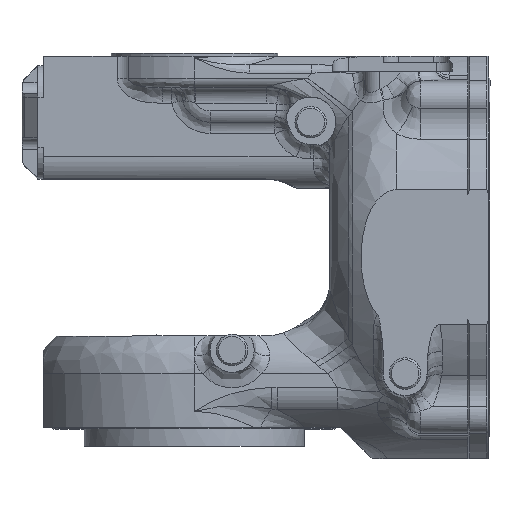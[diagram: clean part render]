
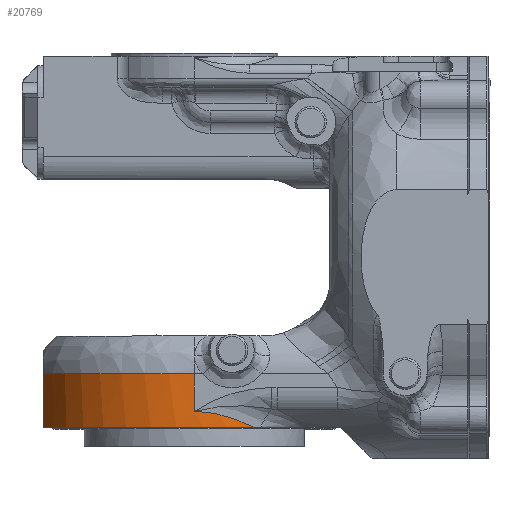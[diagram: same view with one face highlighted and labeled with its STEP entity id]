
A CAD part, top view. The second image highlights one B-rep face of the part: STEP entity #20769.
In plain terms, the highlighted cylindrical face has radius 50 mm (diameter 100 mm), a partial arc.
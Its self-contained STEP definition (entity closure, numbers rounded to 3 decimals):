
#788 = CARTESIAN_POINT ( 'NONE',  ( 14.09, -50.786, 44.302 ) ) ;
#959 = CARTESIAN_POINT ( 'NONE',  ( 12.808, -50.408, 44.574 ) ) ;
#1132 = CARTESIAN_POINT ( 'NONE',  ( 16.61, -51.656, 43.664 ) ) ;
#2184 = CARTESIAN_POINT ( 'NONE',  ( 21.815, -53.963, 41.87 ) ) ;
#2681 = EDGE_CURVE ( 'NONE', #26812, #31494, #6131, .T. ) ;
#2863 = CIRCLE ( 'NONE', #5724, 50. ) ;
#2979 = CARTESIAN_POINT ( 'NONE',  ( -45., -53.963, 9.545 ) ) ;
#3200 = CARTESIAN_POINT ( 'NONE',  ( 3., -36.963, 45.545 ) ) ;
#3623 = CARTESIAN_POINT ( 'NONE',  ( 20.307, -53.226, 42.461 ) ) ;
#3901 = DIRECTION ( 'NONE',  ( 0., 1., 0. ) ) ;
#4044 = FACE_OUTER_BOUND ( 'NONE', #12934, .T. ) ;
#4215 = DIRECTION ( 'NONE',  ( 0., -1., 0. ) ) ;
#5724 = AXIS2_PLACEMENT_3D ( 'NONE', #14973, #3901, #15323 ) ;
#5783 = CARTESIAN_POINT ( 'NONE',  ( 17.477, -52.002, 43.403 ) ) ;
#6097 = LINE ( 'NONE', #33401, #31634 ) ;
#6131 = B_SPLINE_CURVE_WITH_KNOTS ( 'NONE', 3,
 ( #14339, #19705, #3623, #33086, #11489, #8634, #19528, #14698, #8980, #5783, #14151, #25592, #11663, #1132, #22389, #9162, #788, #30398, #12023, #33793, #9332, #959, #30925, #30225, #11298, #13975, #25414 ),
 .UNSPECIFIED., .F., .F.,
 ( 4, 2, 2, 1, 1, 1, 1, 2, 2, 2, 1, 1, 1, 1, 1, 2, 2, 4 ),
 ( 0., 0.125, 0.187, 0.219, 0.234, 0.242, 0.246, 0.248, 0.25, 0.375, 0.437, 0.469, 0.484, 0.492, 0.496, 0.498, 0.5, 1. ),
 .UNSPECIFIED. ) ;
#6221 = ORIENTED_EDGE ( 'NONE', *, *, #6851, .F. ) ;
#6439 = ORIENTED_EDGE ( 'NONE', *, *, #13996, .F. ) ;
#6851 = EDGE_CURVE ( 'NONE', #16869, #31494, #7440, .T. ) ;
#7143 = CARTESIAN_POINT ( 'NONE',  ( 3., -36.963, -4.455 ) ) ;
#7432 = CARTESIAN_POINT ( 'NONE',  ( 3., -49.016, 45.545 ) ) ;
#7440 = LINE ( 'NONE', #18327, #21053 ) ;
#8634 = CARTESIAN_POINT ( 'NONE',  ( 18.294, -52.337, 43.149 ) ) ;
#8980 = CARTESIAN_POINT ( 'NONE',  ( 17.555, -52.033, 43.38 ) ) ;
#9162 = CARTESIAN_POINT ( 'NONE',  ( 14.667, -50.974, 44.166 ) ) ;
#9332 = CARTESIAN_POINT ( 'NONE',  ( 12.843, -50.418, 44.567 ) ) ;
#11298 = CARTESIAN_POINT ( 'NONE',  ( 9.462, -49.476, 45.24 ) ) ;
#11489 = CARTESIAN_POINT ( 'NONE',  ( 18.837, -52.568, 42.972 ) ) ;
#11663 = CARTESIAN_POINT ( 'NONE',  ( 17.411, -51.975, 43.423 ) ) ;
#12023 = CARTESIAN_POINT ( 'NONE',  ( 13.091, -50.489, 44.516 ) ) ;
#12616 = CARTESIAN_POINT ( 'NONE',  ( 3., 3.037, -4.455 ) ) ;
#12934 = EDGE_LOOP ( 'NONE', ( #6439, #32620, #16044, #19263, #6221 ) ) ;
#13975 = CARTESIAN_POINT ( 'NONE',  ( 6.186, -49.016, 45.545 ) ) ;
#13996 = EDGE_CURVE ( 'NONE', #33780, #16869, #14182, .T. ) ;
#14151 = CARTESIAN_POINT ( 'NONE',  ( 17.443, -51.988, 43.414 ) ) ;
#14182 = CIRCLE ( 'NONE', #27315, 50. ) ;
#14339 = CARTESIAN_POINT ( 'NONE',  ( 21.815, -53.963, 41.87 ) ) ;
#14655 = DIRECTION ( 'NONE',  ( 0., -1., 0. ) ) ;
#14698 = CARTESIAN_POINT ( 'NONE',  ( 17.711, -52.096, 43.332 ) ) ;
#14973 = CARTESIAN_POINT ( 'NONE',  ( 3., -53.963, -4.455 ) ) ;
#15323 = DIRECTION ( 'NONE',  ( 1., 0., 0. ) ) ;
#16044 = ORIENTED_EDGE ( 'NONE', *, *, #34753, .T. ) ;
#16869 = VERTEX_POINT ( 'NONE', #3200 ) ;
#18024 = DIRECTION ( 'NONE',  ( -0.788, 0., -0.616 ) ) ;
#18327 = CARTESIAN_POINT ( 'NONE',  ( 3., -36.963, 45.545 ) ) ;
#18616 = EDGE_CURVE ( 'NONE', #33780, #25067, #6097, .T. ) ;
#19263 = ORIENTED_EDGE ( 'NONE', *, *, #2681, .T. ) ;
#19528 = CARTESIAN_POINT ( 'NONE',  ( 18.024, -52.224, 43.235 ) ) ;
#19618 = AXIS2_PLACEMENT_3D ( 'NONE', #12616, #4215, #34390 ) ;
#19705 = CARTESIAN_POINT ( 'NONE',  ( 21.056, -53.582, 42.178 ) ) ;
#20769 = ADVANCED_FACE ( 'NONE', ( #4044 ), #31524, .T. ) ;
#21053 = VECTOR ( 'NONE', #32227, 1000. ) ;
#22389 = CARTESIAN_POINT ( 'NONE',  ( 15.828, -51.367, 43.878 ) ) ;
#25067 = VERTEX_POINT ( 'NONE', #2979 ) ;
#25414 = CARTESIAN_POINT ( 'NONE',  ( 3., -49.016, 45.545 ) ) ;
#25592 = CARTESIAN_POINT ( 'NONE',  ( 17.421, -51.979, 43.42 ) ) ;
#26244 = DIRECTION ( 'NONE',  ( 0., 1., 0. ) ) ;
#26812 = VERTEX_POINT ( 'NONE', #2184 ) ;
#27315 = AXIS2_PLACEMENT_3D ( 'NONE', #7143, #26244, #18024 ) ;
#29792 = CARTESIAN_POINT ( 'NONE',  ( -45., -36.963, 9.545 ) ) ;
#30225 = CARTESIAN_POINT ( 'NONE',  ( 12.773, -50.399, 44.581 ) ) ;
#30398 = CARTESIAN_POINT ( 'NONE',  ( 13.423, -50.585, 44.447 ) ) ;
#30925 = CARTESIAN_POINT ( 'NONE',  ( 12.784, -50.402, 44.578 ) ) ;
#31494 = VERTEX_POINT ( 'NONE', #7432 ) ;
#31524 = CYLINDRICAL_SURFACE ( 'NONE', #19618, 50. ) ;
#31634 = VECTOR ( 'NONE', #14655, 1000. ) ;
#32227 = DIRECTION ( 'NONE',  ( 0., -1., 0. ) ) ;
#32620 = ORIENTED_EDGE ( 'NONE', *, *, #18616, .T. ) ;
#33086 = CARTESIAN_POINT ( 'NONE',  ( 19.202, -52.728, 42.849 ) ) ;
#33401 = CARTESIAN_POINT ( 'NONE',  ( -45., 3.037, 9.545 ) ) ;
#33780 = VERTEX_POINT ( 'NONE', #29792 ) ;
#33793 = CARTESIAN_POINT ( 'NONE',  ( 12.926, -50.442, 44.55 ) ) ;
#34390 = DIRECTION ( 'NONE',  ( 1., 0., 0. ) ) ;
#34753 = EDGE_CURVE ( 'NONE', #25067, #26812, #2863, .T. ) ;
